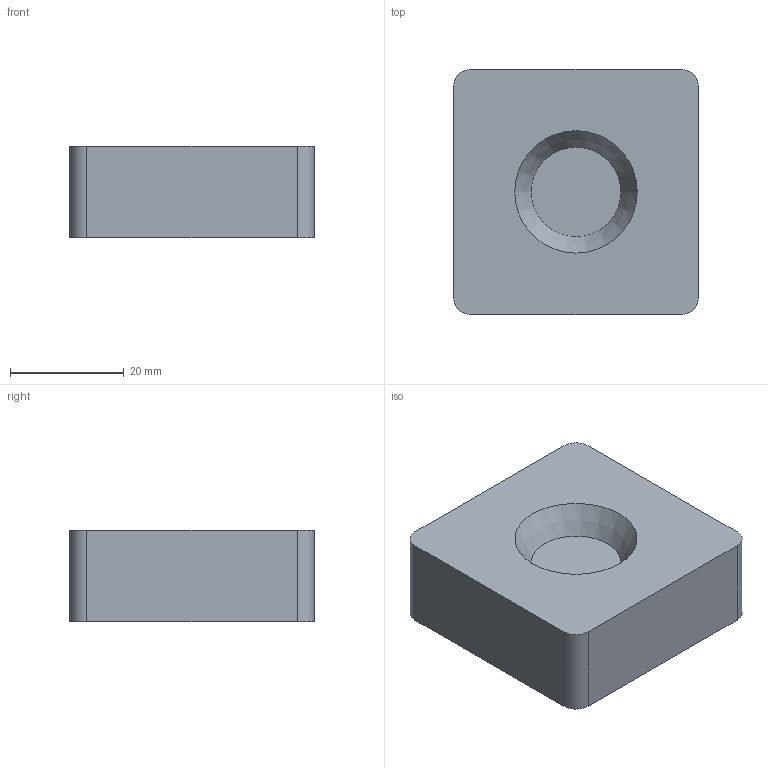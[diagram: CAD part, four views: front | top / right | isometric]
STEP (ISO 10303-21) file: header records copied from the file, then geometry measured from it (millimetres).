
FILE_DESCRIPTION(('FreeCAD Model'),'2;1');
FILE_NAME('Open CASCADE Shape Model','2024-06-18T13:58:26',('Author'),( ''),'Open CASCADE STEP processor 7.7','FreeCAD','Unknown');
FILE_SCHEMA(('AUTOMOTIVE_DESIGN { 1 0 10303 214 1 1 1 1 }'));
Length unit declared in the file: millimetre
Products named in the file (1): Body
Bounding box: 43 x 43 x 16 mm (x, y, z)
Volume: 28089 mm3; surface area: 6520.9 mm2
Topology: 1 solids, 1 shells, 12 faces, 27 edges, 18 vertices
Faces by surface type: plane 7, cylinder 4, cone 1
Entity records: 362 total; most frequent: DIRECTION 62, CARTESIAN_POINT 59, ORIENTED_EDGE 54, EDGE_CURVE 27, AXIS2_PLACEMENT_3D 23, VERTEX_POINT 18, LINE 16, VECTOR 16
